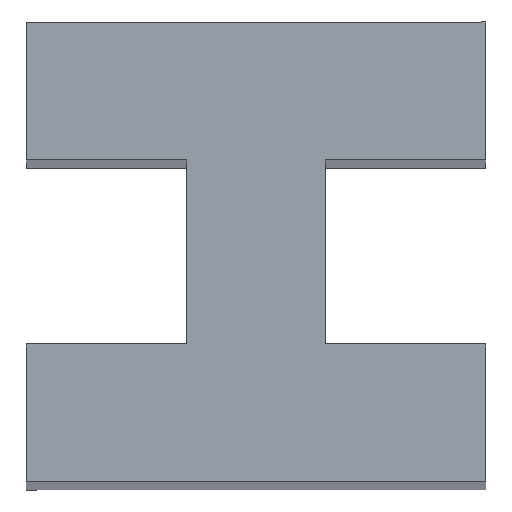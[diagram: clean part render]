
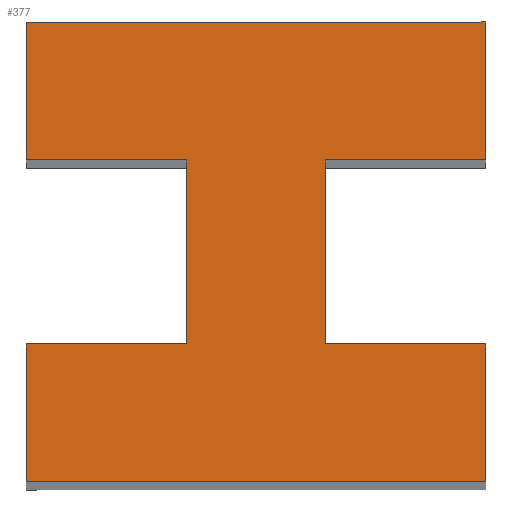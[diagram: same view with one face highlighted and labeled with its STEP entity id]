
A CAD part, top view. The second image highlights one B-rep face of the part: STEP entity #377.
In plain terms, the highlighted planar face has unit normal (0, 0, 1).
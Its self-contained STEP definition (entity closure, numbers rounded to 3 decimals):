
#6 = CARTESIAN_POINT ( 'NONE',  ( 5., 3., 100. ) ) ;
#7 = PLANE ( 'NONE',  #227 ) ;
#8 = VERTEX_POINT ( 'NONE', #312 ) ;
#20 = CARTESIAN_POINT ( 'NONE',  ( -5., 3., 100. ) ) ;
#22 = DIRECTION ( 'NONE',  ( 0., -1., 0. ) ) ;
#29 = VECTOR ( 'NONE', #55, 1000. ) ;
#30 = EDGE_CURVE ( 'NONE', #8, #439, #231, .T. ) ;
#32 = CARTESIAN_POINT ( 'NONE',  ( 5., 3., 100. ) ) ;
#41 = CARTESIAN_POINT ( 'NONE',  ( -1.511, 7., 100. ) ) ;
#42 = LINE ( 'NONE', #220, #60 ) ;
#46 = VERTEX_POINT ( 'NONE', #163 ) ;
#54 = ORIENTED_EDGE ( 'NONE', *, *, #30, .T. ) ;
#55 = DIRECTION ( 'NONE',  ( 0., -1., 0. ) ) ;
#60 = VECTOR ( 'NONE', #332, 1000. ) ;
#62 = ORIENTED_EDGE ( 'NONE', *, *, #91, .T. ) ;
#70 = VECTOR ( 'NONE', #435, 1000. ) ;
#71 = LINE ( 'NONE', #41, #240 ) ;
#75 = CARTESIAN_POINT ( 'NONE',  ( 5., 7., 100. ) ) ;
#76 = LINE ( 'NONE', #464, #369 ) ;
#77 = VERTEX_POINT ( 'NONE', #450 ) ;
#86 = LINE ( 'NONE', #346, #174 ) ;
#91 = EDGE_CURVE ( 'NONE', #439, #428, #189, .T. ) ;
#95 = VECTOR ( 'NONE', #365, 1000. ) ;
#102 = FACE_OUTER_BOUND ( 'NONE', #330, .T. ) ;
#103 = ORIENTED_EDGE ( 'NONE', *, *, #327, .T. ) ;
#106 = CARTESIAN_POINT ( 'NONE',  ( -5., 10., 100. ) ) ;
#110 = LINE ( 'NONE', #218, #242 ) ;
#112 = LINE ( 'NONE', #258, #177 ) ;
#124 = ORIENTED_EDGE ( 'NONE', *, *, #194, .T. ) ;
#149 = DIRECTION ( 'NONE',  ( -1., 0., 0. ) ) ;
#150 = DIRECTION ( 'NONE',  ( 0., 0., -1. ) ) ;
#163 = CARTESIAN_POINT ( 'NONE',  ( 1.511, 3., 100. ) ) ;
#172 = ORIENTED_EDGE ( 'NONE', *, *, #280, .T. ) ;
#173 = DIRECTION ( 'NONE',  ( -1., 0., 0. ) ) ;
#174 = VECTOR ( 'NONE', #22, 1000. ) ;
#176 = CARTESIAN_POINT ( 'NONE',  ( 5., 0., 100. ) ) ;
#177 = VECTOR ( 'NONE', #254, 1000. ) ;
#189 = LINE ( 'NONE', #437, #70 ) ;
#192 = ORIENTED_EDGE ( 'NONE', *, *, #210, .T. ) ;
#194 = EDGE_CURVE ( 'NONE', #216, #462, #71, .T. ) ;
#195 = VERTEX_POINT ( 'NONE', #75 ) ;
#197 = LINE ( 'NONE', #20, #294 ) ;
#210 = EDGE_CURVE ( 'NONE', #428, #46, #402, .T. ) ;
#211 = ORIENTED_EDGE ( 'NONE', *, *, #300, .T. ) ;
#216 = VERTEX_POINT ( 'NONE', #295 ) ;
#218 = CARTESIAN_POINT ( 'NONE',  ( 1.511, 3., 100. ) ) ;
#220 = CARTESIAN_POINT ( 'NONE',  ( 1.511, 7., 100. ) ) ;
#221 = ORIENTED_EDGE ( 'NONE', *, *, #249, .T. ) ;
#223 = LINE ( 'NONE', #225, #95 ) ;
#225 = CARTESIAN_POINT ( 'NONE',  ( 5., 7., 100. ) ) ;
#227 = AXIS2_PLACEMENT_3D ( 'NONE', #256, #150, #252 ) ;
#231 = LINE ( 'NONE', #375, #245 ) ;
#237 = EDGE_CURVE ( 'NONE', #195, #77, #223, .T. ) ;
#239 = LINE ( 'NONE', #306, #29 ) ;
#240 = VECTOR ( 'NONE', #259, 1000. ) ;
#242 = VECTOR ( 'NONE', #389, 1000. ) ;
#245 = VECTOR ( 'NONE', #270, 1000. ) ;
#249 = EDGE_CURVE ( 'NONE', #462, #386, #86, .T. ) ;
#252 = DIRECTION ( 'NONE',  ( -1., 0., 0. ) ) ;
#254 = DIRECTION ( 'NONE',  ( 0., -1., 0. ) ) ;
#256 = CARTESIAN_POINT ( 'NONE',  ( 0., 0., 100. ) ) ;
#258 = CARTESIAN_POINT ( 'NONE',  ( -5., 7., 100. ) ) ;
#259 = DIRECTION ( 'NONE',  ( 1., 0., 0. ) ) ;
#267 = DIRECTION ( 'NONE',  ( -1., 0., 0. ) ) ;
#270 = DIRECTION ( 'NONE',  ( 1., 0., 0. ) ) ;
#280 = EDGE_CURVE ( 'NONE', #386, #442, #197, .T. ) ;
#293 = CARTESIAN_POINT ( 'NONE',  ( -1.511, 7., 100. ) ) ;
#294 = VECTOR ( 'NONE', #267, 1000. ) ;
#295 = CARTESIAN_POINT ( 'NONE',  ( -5., 7., 100. ) ) ;
#300 = EDGE_CURVE ( 'NONE', #442, #8, #239, .T. ) ;
#305 = VERTEX_POINT ( 'NONE', #452 ) ;
#306 = CARTESIAN_POINT ( 'NONE',  ( -5., 0., 100. ) ) ;
#312 = CARTESIAN_POINT ( 'NONE',  ( -5., 0., 100. ) ) ;
#323 = CARTESIAN_POINT ( 'NONE',  ( -5., 3., 100. ) ) ;
#327 = EDGE_CURVE ( 'NONE', #305, #195, #42, .T. ) ;
#330 = EDGE_LOOP ( 'NONE', ( #211, #54, #62, #192, #349, #103, #465, #367, #351, #124, #221, #172 ) ) ;
#332 = DIRECTION ( 'NONE',  ( 1., 0., 0. ) ) ;
#335 = EDGE_CURVE ( 'NONE', #77, #451, #76, .T. ) ;
#346 = CARTESIAN_POINT ( 'NONE',  ( -1.511, 3., 100. ) ) ;
#349 = ORIENTED_EDGE ( 'NONE', *, *, #401, .T. ) ;
#351 = ORIENTED_EDGE ( 'NONE', *, *, #453, .T. ) ;
#365 = DIRECTION ( 'NONE',  ( 0., 1., 0. ) ) ;
#367 = ORIENTED_EDGE ( 'NONE', *, *, #335, .T. ) ;
#369 = VECTOR ( 'NONE', #173, 1000. ) ;
#375 = CARTESIAN_POINT ( 'NONE',  ( 5., 0., 100. ) ) ;
#377 = ADVANCED_FACE ( 'NONE', ( #102 ), #7, .F. ) ;
#383 = VECTOR ( 'NONE', #149, 1000. ) ;
#386 = VERTEX_POINT ( 'NONE', #436 ) ;
#389 = DIRECTION ( 'NONE',  ( 0., 1., 0. ) ) ;
#401 = EDGE_CURVE ( 'NONE', #46, #305, #110, .T. ) ;
#402 = LINE ( 'NONE', #6, #383 ) ;
#428 = VERTEX_POINT ( 'NONE', #32 ) ;
#435 = DIRECTION ( 'NONE',  ( 0., 1., 0. ) ) ;
#436 = CARTESIAN_POINT ( 'NONE',  ( -1.511, 3., 100. ) ) ;
#437 = CARTESIAN_POINT ( 'NONE',  ( 5., 0., 100. ) ) ;
#439 = VERTEX_POINT ( 'NONE', #176 ) ;
#442 = VERTEX_POINT ( 'NONE', #323 ) ;
#450 = CARTESIAN_POINT ( 'NONE',  ( 5., 10., 100. ) ) ;
#451 = VERTEX_POINT ( 'NONE', #106 ) ;
#452 = CARTESIAN_POINT ( 'NONE',  ( 1.511, 7., 100. ) ) ;
#453 = EDGE_CURVE ( 'NONE', #451, #216, #112, .T. ) ;
#462 = VERTEX_POINT ( 'NONE', #293 ) ;
#464 = CARTESIAN_POINT ( 'NONE',  ( -5., 10., 100. ) ) ;
#465 = ORIENTED_EDGE ( 'NONE', *, *, #237, .T. ) ;
